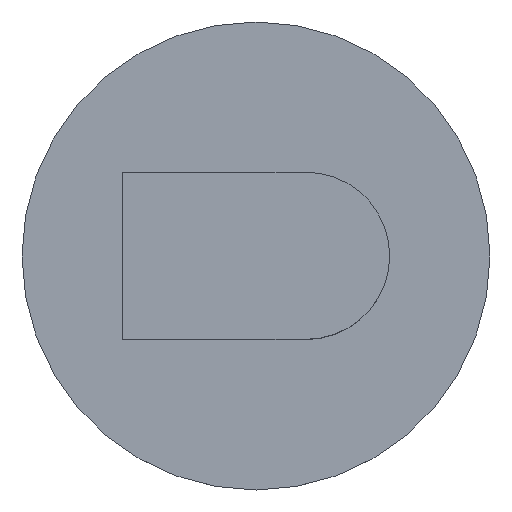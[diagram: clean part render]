
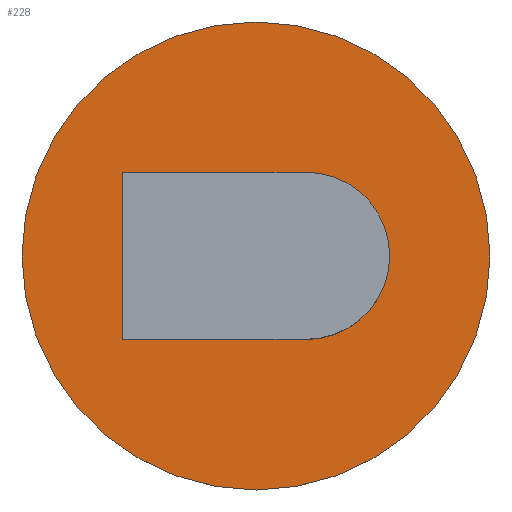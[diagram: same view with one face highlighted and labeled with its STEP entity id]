
A CAD part, top view. The second image highlights one B-rep face of the part: STEP entity #228.
In plain terms, the highlighted planar face has unit normal (0, 0, 1).
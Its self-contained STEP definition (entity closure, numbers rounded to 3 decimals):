
#15=FACE_BOUND('',#45,.T.);
#19=PLANE('',#267);
#30=FACE_OUTER_BOUND('',#44,.T.);
#44=EDGE_LOOP('',(#167));
#45=EDGE_LOOP('',(#168,#169,#170,#171));
#62=LINE('',#364,#84);
#63=LINE('',#368,#85);
#64=LINE('',#369,#86);
#84=VECTOR('',#297,10.);
#85=VECTOR('',#300,10.);
#86=VECTOR('',#301,10.);
#105=CIRCLE('',#265,43.75);
#107=CIRCLE('',#268,15.625);
#113=VERTEX_POINT('',#356);
#115=VERTEX_POINT('',#362);
#116=VERTEX_POINT('',#363);
#117=VERTEX_POINT('',#365);
#118=VERTEX_POINT('',#367);
#133=EDGE_CURVE('',#113,#113,#105,.T.);
#136=EDGE_CURVE('',#115,#116,#62,.T.);
#137=EDGE_CURVE('',#117,#115,#107,.T.);
#138=EDGE_CURVE('',#118,#117,#63,.T.);
#139=EDGE_CURVE('',#116,#118,#64,.T.);
#167=ORIENTED_EDGE('',*,*,#133,.T.);
#168=ORIENTED_EDGE('',*,*,#136,.F.);
#169=ORIENTED_EDGE('',*,*,#137,.F.);
#170=ORIENTED_EDGE('',*,*,#138,.F.);
#171=ORIENTED_EDGE('',*,*,#139,.F.);
#228=ADVANCED_FACE('',(#30,#15),#19,.F.);
#265=AXIS2_PLACEMENT_3D('',#357,#290,#291);
#267=AXIS2_PLACEMENT_3D('',#361,#295,#296);
#268=AXIS2_PLACEMENT_3D('',#366,#298,#299);
#290=DIRECTION('center_axis',(0.,0.,1.));
#291=DIRECTION('ref_axis',(-1.,0.,0.));
#295=DIRECTION('center_axis',(0.,0.,-1.));
#296=DIRECTION('ref_axis',(-1.,0.,0.));
#297=DIRECTION('',(-1.,0.,0.));
#298=DIRECTION('center_axis',(0.,0.,1.));
#299=DIRECTION('ref_axis',(0.,-1.,0.));
#300=DIRECTION('',(1.,0.,0.));
#301=DIRECTION('',(0.,-1.,0.));
#356=CARTESIAN_POINT('',(43.75,0.,1.));
#357=CARTESIAN_POINT('Origin',(0.,0.,1.));
#361=CARTESIAN_POINT('Origin',(0.,0.,1.));
#362=CARTESIAN_POINT('',(9.375,15.625,1.));
#363=CARTESIAN_POINT('',(-25.,15.625,1.));
#364=CARTESIAN_POINT('',(4.688,15.625,1.));
#365=CARTESIAN_POINT('',(9.375,-15.625,1.));
#366=CARTESIAN_POINT('Origin',(9.375,0.,1.));
#367=CARTESIAN_POINT('',(-25.,-15.625,1.));
#368=CARTESIAN_POINT('',(-12.5,-15.625,1.));
#369=CARTESIAN_POINT('',(-25.,7.813,1.));
